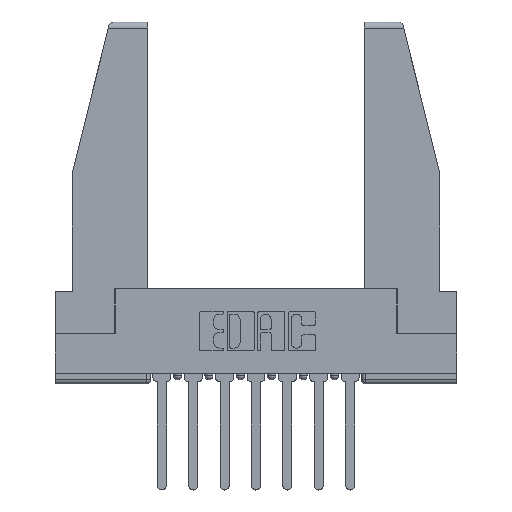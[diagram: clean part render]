
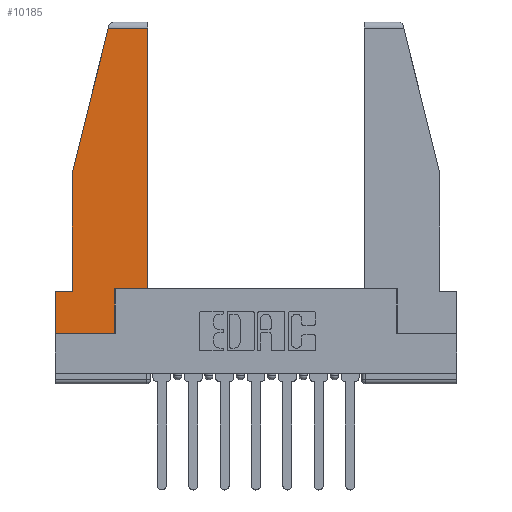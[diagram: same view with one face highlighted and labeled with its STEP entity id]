
A CAD part, top view. The second image highlights one B-rep face of the part: STEP entity #10185.
In plain terms, the highlighted planar face has unit normal (0, 0, 1).
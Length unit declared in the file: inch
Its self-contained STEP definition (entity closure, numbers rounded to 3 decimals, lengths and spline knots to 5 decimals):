
#51 = LINE ( 'NONE', #11226, #4613 ) ;
#103 = CARTESIAN_POINT ( 'NONE',  ( 0.086, 0.21, 0. ) ) ;
#164 = EDGE_CURVE ( 'NONE', #10177, #2856, #7785, .T. ) ;
#248 = CARTESIAN_POINT ( 'NONE',  ( 0., 0.21, 0. ) ) ;
#548 = PLANE ( 'NONE',  #9197 ) ;
#781 = ORIENTED_EDGE ( 'NONE', *, *, #3303, .T. ) ;
#941 = LINE ( 'NONE', #7873, #1807 ) ;
#1336 = DIRECTION ( 'NONE',  ( 0., 0., 1. ) ) ;
#1546 = CARTESIAN_POINT ( 'NONE',  ( 0., 0., 0. ) ) ;
#1657 = VECTOR ( 'NONE', #10202, 39.37008 ) ;
#1772 = VERTEX_POINT ( 'NONE', #10853 ) ;
#1786 = DIRECTION ( 'NONE',  ( 1., 0., 0. ) ) ;
#1807 = VECTOR ( 'NONE', #12943, 39.37008 ) ;
#2109 = DIRECTION ( 'NONE',  ( 1., 0., 0. ) ) ;
#2418 = CARTESIAN_POINT ( 'NONE',  ( 0.086, 0.8, 0. ) ) ;
#2434 = DIRECTION ( 'NONE',  ( -1., 0., 0. ) ) ;
#2451 = CARTESIAN_POINT ( 'NONE',  ( 0.297, 0., 0. ) ) ;
#2633 = VECTOR ( 'NONE', #5347, 39.37008 ) ;
#2856 = VERTEX_POINT ( 'NONE', #6574 ) ;
#2858 = CARTESIAN_POINT ( 'NONE',  ( 0.271, 1.55, 0. ) ) ;
#3019 = EDGE_CURVE ( 'NONE', #1772, #8101, #941, .T. ) ;
#3303 = EDGE_CURVE ( 'NONE', #7612, #6883, #6141, .T. ) ;
#3464 = FACE_OUTER_BOUND ( 'NONE', #8347, .T. ) ;
#3694 = LINE ( 'NONE', #6592, #5622 ) ;
#3697 = VERTEX_POINT ( 'NONE', #11477 ) ;
#3856 = ORIENTED_EDGE ( 'NONE', *, *, #6531, .T. ) ;
#4031 = CARTESIAN_POINT ( 'NONE',  ( 0., 0., 0. ) ) ;
#4045 = LINE ( 'NONE', #9224, #1657 ) ;
#4094 = CARTESIAN_POINT ( 'NONE',  ( 0.461, 1.52, 0. ) ) ;
#4301 = ORIENTED_EDGE ( 'NONE', *, *, #7036, .T. ) ;
#4589 = CARTESIAN_POINT ( 'NONE',  ( 0., 0., 0. ) ) ;
#4613 = VECTOR ( 'NONE', #2109, 39.37008 ) ;
#4845 = EDGE_CURVE ( 'NONE', #6883, #3697, #4045, .T. ) ;
#5132 = ORIENTED_EDGE ( 'NONE', *, *, #3019, .T. ) ;
#5142 = CARTESIAN_POINT ( 'NONE',  ( 0.2636, 1.52, 0. ) ) ;
#5194 = EDGE_CURVE ( 'NONE', #11438, #7612, #11823, .T. ) ;
#5347 = DIRECTION ( 'NONE',  ( 0., -1., 0. ) ) ;
#5622 = VECTOR ( 'NONE', #2434, 39.37008 ) ;
#6141 = LINE ( 'NONE', #9861, #12361 ) ;
#6207 = VECTOR ( 'NONE', #6604, 39.37008 ) ;
#6531 = EDGE_CURVE ( 'NONE', #3697, #10177, #9291, .T. ) ;
#6574 = CARTESIAN_POINT ( 'NONE',  ( 0.297, 0., 0. ) ) ;
#6592 = CARTESIAN_POINT ( 'NONE',  ( 0., 1.52, 0. ) ) ;
#6604 = DIRECTION ( 'NONE',  ( 0., 1., 0. ) ) ;
#6632 = EDGE_CURVE ( 'NONE', #2856, #10203, #8431, .T. ) ;
#6883 = VERTEX_POINT ( 'NONE', #103 ) ;
#7033 = DIRECTION ( 'NONE',  ( -0.239, -0.971, 0. ) ) ;
#7036 = EDGE_CURVE ( 'NONE', #8101, #11438, #3694, .T. ) ;
#7320 = ORIENTED_EDGE ( 'NONE', *, *, #6632, .T. ) ;
#7538 = CARTESIAN_POINT ( 'NONE',  ( 0.297, 0.223, 0. ) ) ;
#7612 = VERTEX_POINT ( 'NONE', #2418 ) ;
#7700 = ORIENTED_EDGE ( 'NONE', *, *, #5194, .T. ) ;
#7785 = LINE ( 'NONE', #4031, #8794 ) ;
#7873 = CARTESIAN_POINT ( 'NONE',  ( 0.461, 0.223, 0. ) ) ;
#8101 = VERTEX_POINT ( 'NONE', #4094 ) ;
#8347 = EDGE_LOOP ( 'NONE', ( #5132, #4301, #7700, #781, #11191, #3856, #9520, #7320, #11014 ) ) ;
#8431 = LINE ( 'NONE', #2451, #6207 ) ;
#8591 = DIRECTION ( 'NONE',  ( 1., 0., 0. ) ) ;
#8794 = VECTOR ( 'NONE', #1786, 39.37008 ) ;
#8886 = DIRECTION ( 'NONE',  ( 0., -1., 0. ) ) ;
#9197 = AXIS2_PLACEMENT_3D ( 'NONE', #4589, #1336, #8591 ) ;
#9224 = CARTESIAN_POINT ( 'NONE',  ( 0., 0.21, 0. ) ) ;
#9291 = LINE ( 'NONE', #248, #2633 ) ;
#9520 = ORIENTED_EDGE ( 'NONE', *, *, #164, .T. ) ;
#9861 = CARTESIAN_POINT ( 'NONE',  ( 0.086, 0.8, 0. ) ) ;
#10177 = VERTEX_POINT ( 'NONE', #1546 ) ;
#10185 = ADVANCED_FACE ( 'NONE', ( #3464 ), #548, .T. ) ;
#10202 = DIRECTION ( 'NONE',  ( -1., 0., 0. ) ) ;
#10203 = VERTEX_POINT ( 'NONE', #7538 ) ;
#10853 = CARTESIAN_POINT ( 'NONE',  ( 0.461, 0.223, 0. ) ) ;
#10927 = VECTOR ( 'NONE', #7033, 39.37008 ) ;
#10961 = EDGE_CURVE ( 'NONE', #10203, #1772, #51, .T. ) ;
#11014 = ORIENTED_EDGE ( 'NONE', *, *, #10961, .T. ) ;
#11191 = ORIENTED_EDGE ( 'NONE', *, *, #4845, .T. ) ;
#11226 = CARTESIAN_POINT ( 'NONE',  ( 0.297, 0.223, 0. ) ) ;
#11438 = VERTEX_POINT ( 'NONE', #5142 ) ;
#11477 = CARTESIAN_POINT ( 'NONE',  ( 0., 0.21, 0. ) ) ;
#11823 = LINE ( 'NONE', #2858, #10927 ) ;
#12361 = VECTOR ( 'NONE', #8886, 39.37008 ) ;
#12943 = DIRECTION ( 'NONE',  ( 0., 1., 0. ) ) ;
